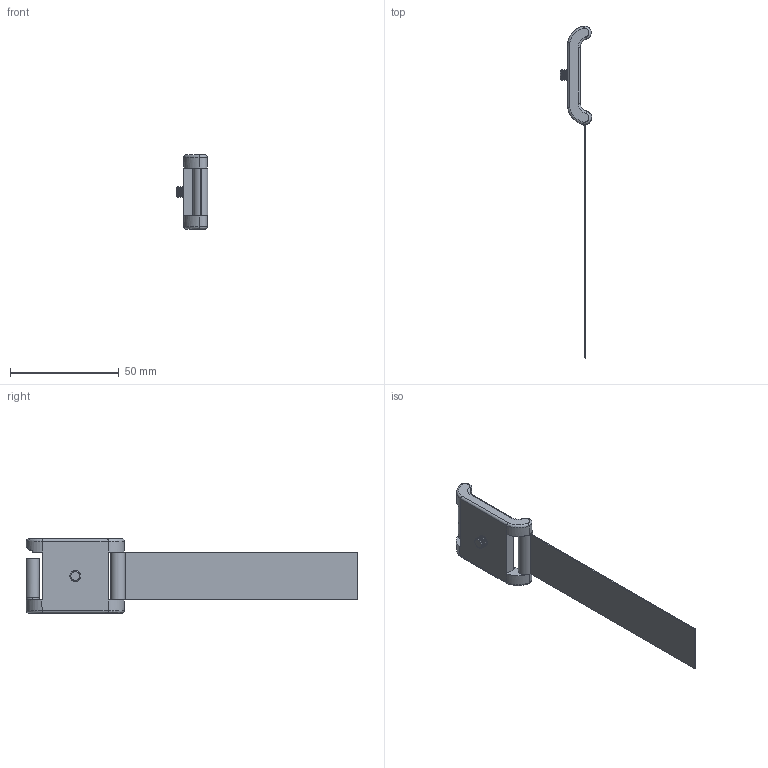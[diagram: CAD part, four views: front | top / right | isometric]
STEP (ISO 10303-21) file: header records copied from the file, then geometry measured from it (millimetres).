
FILE_DESCRIPTION (( 'STEP AP214' ), '1' );
FILE_NAME ('3010-006.STEP', '2024-09-06T09:13:02', ( '' ), ( '' ), 'SwSTEP 2.0', 'SolidWorks 2022', '' );
FILE_SCHEMA (( 'AUTOMOTIVE_DESIGN' ));
Length unit declared in the file: millimetre
Products named in the file (3): 3010-006; 3010-003; Senk 5x8_DIN 7991 - M5 x 8 --- 4.8S
Assembly tree (2 placements, depth 2):
  3010-006
    3010-003
    Senk 5x8_DIN 7991 - M5 x 8 --- 4.8S
Bounding box: 14.54 x 152.28 x 34 mm (x, y, z)
Volume: 9454.8 mm3; surface area: 9441.4 mm2
Topology: 2 solids, 2 shells, 135 faces, 330 edges, 196 vertices
Faces by surface type: cylinder 47, plane 35, cone 30, torus 12, bspline 9, sphere 2
Entity records: 4547 total; most frequent: CARTESIAN_POINT 1221, DIRECTION 703, ORIENTED_EDGE 656, EDGE_CURVE 328, AXIS2_PLACEMENT_3D 280, VERTEX_POINT 196, CIRCLE 149, VECTOR 143
